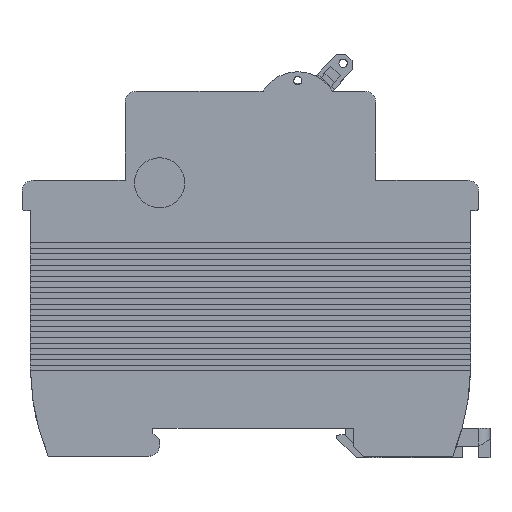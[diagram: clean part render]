
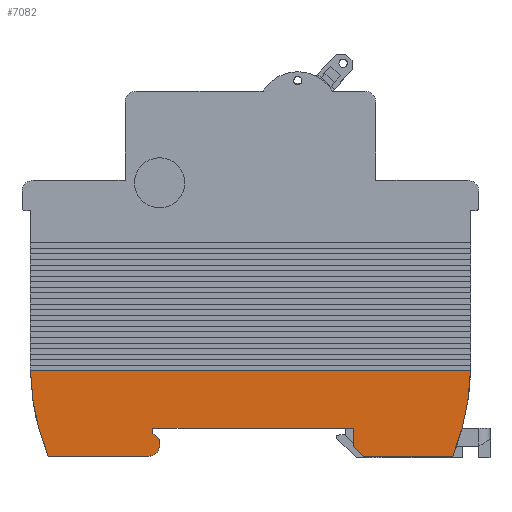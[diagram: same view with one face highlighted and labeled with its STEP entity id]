
A CAD part, top view. The second image highlights one B-rep face of the part: STEP entity #7082.
In plain terms, the highlighted planar face has unit normal (0, 0, 1).
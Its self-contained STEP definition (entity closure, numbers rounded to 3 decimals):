
#56 = CARTESIAN_POINT ( 'NONE',  ( 8.573, -25.062, 10.986 ) ) ;
#457 = EDGE_CURVE ( 'NONE', #27597, #23057, #15031, .T. ) ;
#730 = DIRECTION ( 'NONE',  ( 0., 0., 1. ) ) ;
#939 = DIRECTION ( 'NONE',  ( -0.768, 0.64, 0. ) ) ;
#1067 = DIRECTION ( 'NONE',  ( -1., 0., 0. ) ) ;
#1196 = VERTEX_POINT ( 'NONE', #2556 ) ;
#1649 = CARTESIAN_POINT ( 'NONE',  ( 51.937, -41.362, 10.986 ) ) ;
#1891 = CIRCLE ( 'NONE', #8208, 43.114 ) ;
#2438 = CARTESIAN_POINT ( 'NONE',  ( -5.313, -36.362, 10.986 ) ) ;
#2556 = CARTESIAN_POINT ( 'NONE',  ( -5.313, -37.362, 10.986 ) ) ;
#2604 = EDGE_CURVE ( 'NONE', #27049, #24650, #25988, .T. ) ;
#2708 = DIRECTION ( 'NONE',  ( -1., 0., 0. ) ) ;
#2862 = LINE ( 'NONE', #24410, #16736 ) ;
#3118 = DIRECTION ( 'NONE',  ( 0., 0., -1. ) ) ;
#4439 = EDGE_LOOP ( 'NONE', ( #18763, #14351, #26726, #7458, #10015, #9938, #9226, #10052, #14992, #23615, #26147, #29663 ) ) ;
#5141 = VERTEX_POINT ( 'NONE', #32570 ) ;
#5327 = VECTOR ( 'NONE', #18737, 1000. ) ;
#6007 = VERTEX_POINT ( 'NONE', #11074 ) ;
#6867 = DIRECTION ( 'NONE',  ( 1., 0., 0. ) ) ;
#7045 = CARTESIAN_POINT ( 'NONE',  ( -0.263, 22.338, 10.986 ) ) ;
#7082 = ADVANCED_FACE ( 'NONE', ( #21811 ), #9493, .T. ) ;
#7458 = ORIENTED_EDGE ( 'NONE', *, *, #14839, .F. ) ;
#7882 = VECTOR ( 'NONE', #939, 1000. ) ;
#8100 = VECTOR ( 'NONE', #1067, 1000. ) ;
#8208 = AXIS2_PLACEMENT_3D ( 'NONE', #18662, #3118, #21270 ) ;
#8299 = CARTESIAN_POINT ( 'NONE',  ( 32.487, -41.362, 10.986 ) ) ;
#8307 = DIRECTION ( 'NONE',  ( 0., -1., 0. ) ) ;
#9084 = CARTESIAN_POINT ( 'NONE',  ( -6.113, -41.362, 10.986 ) ) ;
#9226 = ORIENTED_EDGE ( 'NONE', *, *, #16363, .T. ) ;
#9493 = PLANE ( 'NONE',  #27026 ) ;
#9673 = AXIS2_PLACEMENT_3D ( 'NONE', #56, #18282, #2708 ) ;
#9762 = VERTEX_POINT ( 'NONE', #30880 ) ;
#9938 = ORIENTED_EDGE ( 'NONE', *, *, #2604, .T. ) ;
#10015 = ORIENTED_EDGE ( 'NONE', *, *, #21022, .T. ) ;
#10052 = ORIENTED_EDGE ( 'NONE', *, *, #11779, .F. ) ;
#10355 = LINE ( 'NONE', #30551, #23719 ) ;
#11074 = CARTESIAN_POINT ( 'NONE',  ( -24.113, -41.362, 10.986 ) ) ;
#11749 = EDGE_CURVE ( 'NONE', #30314, #23057, #2862, .T. ) ;
#11779 = EDGE_CURVE ( 'NONE', #19718, #1196, #13471, .T. ) ;
#12258 = DIRECTION ( 'NONE',  ( 0., 0., 1. ) ) ;
#12533 = VECTOR ( 'NONE', #30162, 1000. ) ;
#12886 = EDGE_CURVE ( 'NONE', #9762, #19718, #33171, .T. ) ;
#13229 = VERTEX_POINT ( 'NONE', #21371 ) ;
#13471 = LINE ( 'NONE', #24782, #27180 ) ;
#14351 = ORIENTED_EDGE ( 'NONE', *, *, #27897, .F. ) ;
#14650 = CIRCLE ( 'NONE', #9673, 43.114 ) ;
#14800 = LINE ( 'NONE', #28561, #7882 ) ;
#14839 = EDGE_CURVE ( 'NONE', #15866, #6007, #30736, .T. ) ;
#14992 = ORIENTED_EDGE ( 'NONE', *, *, #12886, .F. ) ;
#15031 = LINE ( 'NONE', #1649, #8100 ) ;
#15574 = CARTESIAN_POINT ( 'NONE',  ( -5.213, -41.362, 10.986 ) ) ;
#15774 = DIRECTION ( 'NONE',  ( -1., 0., 0. ) ) ;
#15832 = LINE ( 'NONE', #18463, #28731 ) ;
#15866 = VERTEX_POINT ( 'NONE', #9084 ) ;
#16359 = CARTESIAN_POINT ( 'NONE',  ( -6.113, -39.362, 10.986 ) ) ;
#16363 = EDGE_CURVE ( 'NONE', #24650, #1196, #14800, .T. ) ;
#16736 = VECTOR ( 'NONE', #33542, 1000. ) ;
#16789 = CARTESIAN_POINT ( 'NONE',  ( 48.487, -41.362, 10.986 ) ) ;
#17205 = CARTESIAN_POINT ( 'NONE',  ( -4.113, -39.362, 10.986 ) ) ;
#18282 = DIRECTION ( 'NONE',  ( 0., 0., -1. ) ) ;
#18332 = EDGE_CURVE ( 'NONE', #30314, #9762, #10355, .T. ) ;
#18370 = DIRECTION ( 'NONE',  ( 0., 1., 0. ) ) ;
#18463 = CARTESIAN_POINT ( 'NONE',  ( -27.313, -26.062, 10.986 ) ) ;
#18662 = CARTESIAN_POINT ( 'NONE',  ( 15.802, -25.062, 10.986 ) ) ;
#18737 = DIRECTION ( 'NONE',  ( 0., 1., 0. ) ) ;
#18763 = ORIENTED_EDGE ( 'NONE', *, *, #22952, .F. ) ;
#18919 = DIRECTION ( 'NONE',  ( 1., 0., 0. ) ) ;
#19718 = VERTEX_POINT ( 'NONE', #2438 ) ;
#21022 = EDGE_CURVE ( 'NONE', #15866, #27049, #33675, .T. ) ;
#21081 = DIRECTION ( 'NONE',  ( 1., 0., 0. ) ) ;
#21270 = DIRECTION ( 'NONE',  ( 1., 0., 0. ) ) ;
#21371 = CARTESIAN_POINT ( 'NONE',  ( 51.676, -26.062, 10.986 ) ) ;
#21425 = VECTOR ( 'NONE', #15774, 1000. ) ;
#21538 = CARTESIAN_POINT ( 'NONE',  ( -4.113, -39.362, 10.986 ) ) ;
#21811 = FACE_OUTER_BOUND ( 'NONE', #4439, .T. ) ;
#22952 = EDGE_CURVE ( 'NONE', #13229, #27597, #14650, .T. ) ;
#23057 = VERTEX_POINT ( 'NONE', #8299 ) ;
#23137 = CARTESIAN_POINT ( 'NONE',  ( -4.113, -38.362, 10.986 ) ) ;
#23615 = ORIENTED_EDGE ( 'NONE', *, *, #18332, .F. ) ;
#23674 = EDGE_CURVE ( 'NONE', #6007, #5141, #1891, .T. ) ;
#23719 = VECTOR ( 'NONE', #18370, 1000. ) ;
#24410 = CARTESIAN_POINT ( 'NONE',  ( 30.687, -39.562, 10.986 ) ) ;
#24650 = VERTEX_POINT ( 'NONE', #23137 ) ;
#24782 = CARTESIAN_POINT ( 'NONE',  ( -5.313, -36.362, 10.986 ) ) ;
#25988 = LINE ( 'NONE', #17205, #5327 ) ;
#26147 = ORIENTED_EDGE ( 'NONE', *, *, #11749, .T. ) ;
#26606 = AXIS2_PLACEMENT_3D ( 'NONE', #16359, #730, #18919 ) ;
#26726 = ORIENTED_EDGE ( 'NONE', *, *, #23674, .F. ) ;
#27026 = AXIS2_PLACEMENT_3D ( 'NONE', #7045, #12258, #6867 ) ;
#27049 = VERTEX_POINT ( 'NONE', #21538 ) ;
#27180 = VECTOR ( 'NONE', #8307, 1000. ) ;
#27597 = VERTEX_POINT ( 'NONE', #16789 ) ;
#27663 = CARTESIAN_POINT ( 'NONE',  ( 30.687, -39.562, 10.986 ) ) ;
#27897 = EDGE_CURVE ( 'NONE', #5141, #13229, #15832, .T. ) ;
#28561 = CARTESIAN_POINT ( 'NONE',  ( -4.113, -38.362, 10.986 ) ) ;
#28731 = VECTOR ( 'NONE', #21081, 1000. ) ;
#29663 = ORIENTED_EDGE ( 'NONE', *, *, #457, .F. ) ;
#30162 = DIRECTION ( 'NONE',  ( -1., 0., 0. ) ) ;
#30195 = CARTESIAN_POINT ( 'NONE',  ( 30.887, -36.362, 10.986 ) ) ;
#30314 = VERTEX_POINT ( 'NONE', #27663 ) ;
#30551 = CARTESIAN_POINT ( 'NONE',  ( 30.687, -41.673, 10.986 ) ) ;
#30736 = LINE ( 'NONE', #15574, #21425 ) ;
#30880 = CARTESIAN_POINT ( 'NONE',  ( 30.687, -36.362, 10.986 ) ) ;
#32570 = CARTESIAN_POINT ( 'NONE',  ( -27.301, -26.062, 10.986 ) ) ;
#33171 = LINE ( 'NONE', #30195, #12533 ) ;
#33542 = DIRECTION ( 'NONE',  ( 0.707, -0.707, 0. ) ) ;
#33675 = CIRCLE ( 'NONE', #26606, 2. ) ;
